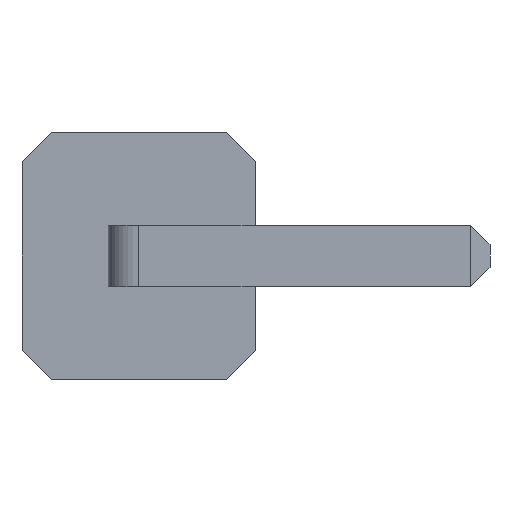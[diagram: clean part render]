
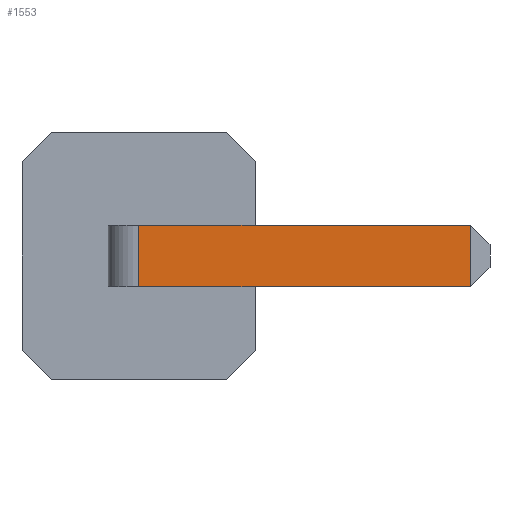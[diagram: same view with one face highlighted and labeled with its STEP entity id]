
A CAD part, left-side view. The second image highlights one B-rep face of the part: STEP entity #1553.
In plain terms, the highlighted planar face has unit normal (-1, 0, 0).
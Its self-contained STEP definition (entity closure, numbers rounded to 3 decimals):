
#356 = PLANE('',#357);
#357 = AXIS2_PLACEMENT_3D('',#358,#359,#360);
#358 = CARTESIAN_POINT('',(9.7,0.315,0.315));
#359 = DIRECTION('',(0.,0.,-1.));
#360 = DIRECTION('',(-1.,0.,0.));
#408 = PLANE('',#409);
#409 = AXIS2_PLACEMENT_3D('',#410,#411,#412);
#410 = CARTESIAN_POINT('',(9.7,0.315,-0.315));
#411 = DIRECTION('',(0.,0.,-1.));
#412 = DIRECTION('',(-1.,0.,0.));
#993 = VERTEX_POINT('',#994);
#994 = CARTESIAN_POINT('',(-0.315,-3.41,0.315));
#1020 = EDGE_CURVE('',#1021,#993,#1023,.T.);
#1021 = VERTEX_POINT('',#1022);
#1022 = CARTESIAN_POINT('',(-0.315,0.,0.315));
#1023 = SURFACE_CURVE('',#1024,(#1028,#1035),.PCURVE_S1.);
#1024 = LINE('',#1025,#1026);
#1025 = CARTESIAN_POINT('',(-0.315,0.,0.315));
#1026 = VECTOR('',#1027,1.);
#1027 = DIRECTION('',(0.,-1.,0.));
#1028 = PCURVE('',#356,#1029);
#1029 = DEFINITIONAL_REPRESENTATION('',(#1030),#1034);
#1030 = LINE('',#1031,#1032);
#1031 = CARTESIAN_POINT('',(10.015,-0.315));
#1032 = VECTOR('',#1033,1.);
#1033 = DIRECTION('',(0.,-1.));
#1034 = ( GEOMETRIC_REPRESENTATION_CONTEXT(2) 
PARAMETRIC_REPRESENTATION_CONTEXT() REPRESENTATION_CONTEXT('2D SPACE',''
  ) );
#1035 = PCURVE('',#1036,#1041);
#1036 = PLANE('',#1037);
#1037 = AXIS2_PLACEMENT_3D('',#1038,#1039,#1040);
#1038 = CARTESIAN_POINT('',(-0.315,0.,-0.315));
#1039 = DIRECTION('',(1.,0.,0.));
#1040 = DIRECTION('',(0.,-1.,0.));
#1041 = DEFINITIONAL_REPRESENTATION('',(#1042),#1046);
#1042 = LINE('',#1043,#1044);
#1043 = CARTESIAN_POINT('',(0.,-0.63));
#1044 = VECTOR('',#1045,1.);
#1045 = DIRECTION('',(1.,0.));
#1046 = ( GEOMETRIC_REPRESENTATION_CONTEXT(2) 
PARAMETRIC_REPRESENTATION_CONTEXT() REPRESENTATION_CONTEXT('2D SPACE',''
  ) );
#1067 = CYLINDRICAL_SURFACE('',#1068,0.315);
#1068 = AXIS2_PLACEMENT_3D('',#1069,#1070,#1071);
#1069 = CARTESIAN_POINT('',(0.,0.,-0.315));
#1070 = DIRECTION('',(-0.,-0.,-1.));
#1071 = DIRECTION('',(1.,0.,0.));
#1208 = VERTEX_POINT('',#1209);
#1209 = CARTESIAN_POINT('',(-0.315,-3.41,-0.315));
#1235 = EDGE_CURVE('',#1236,#1208,#1238,.T.);
#1236 = VERTEX_POINT('',#1237);
#1237 = CARTESIAN_POINT('',(-0.315,0.,-0.315));
#1238 = SURFACE_CURVE('',#1239,(#1243,#1250),.PCURVE_S1.);
#1239 = LINE('',#1240,#1241);
#1240 = CARTESIAN_POINT('',(-0.315,0.,-0.315));
#1241 = VECTOR('',#1242,1.);
#1242 = DIRECTION('',(0.,-1.,0.));
#1243 = PCURVE('',#408,#1244);
#1244 = DEFINITIONAL_REPRESENTATION('',(#1245),#1249);
#1245 = LINE('',#1246,#1247);
#1246 = CARTESIAN_POINT('',(10.015,-0.315));
#1247 = VECTOR('',#1248,1.);
#1248 = DIRECTION('',(0.,-1.));
#1249 = ( GEOMETRIC_REPRESENTATION_CONTEXT(2) 
PARAMETRIC_REPRESENTATION_CONTEXT() REPRESENTATION_CONTEXT('2D SPACE',''
  ) );
#1250 = PCURVE('',#1036,#1251);
#1251 = DEFINITIONAL_REPRESENTATION('',(#1252),#1256);
#1252 = LINE('',#1253,#1254);
#1253 = CARTESIAN_POINT('',(0.,0.));
#1254 = VECTOR('',#1255,1.);
#1255 = DIRECTION('',(1.,0.));
#1256 = ( GEOMETRIC_REPRESENTATION_CONTEXT(2) 
PARAMETRIC_REPRESENTATION_CONTEXT() REPRESENTATION_CONTEXT('2D SPACE',''
  ) );
#1532 = EDGE_CURVE('',#1236,#1021,#1533,.T.);
#1533 = SURFACE_CURVE('',#1534,(#1538,#1545),.PCURVE_S1.);
#1534 = LINE('',#1535,#1536);
#1535 = CARTESIAN_POINT('',(-0.315,0.,-0.315));
#1536 = VECTOR('',#1537,1.);
#1537 = DIRECTION('',(0.,0.,1.));
#1538 = PCURVE('',#1067,#1539);
#1539 = DEFINITIONAL_REPRESENTATION('',(#1540),#1544);
#1540 = LINE('',#1541,#1542);
#1541 = CARTESIAN_POINT('',(-3.142,0.));
#1542 = VECTOR('',#1543,1.);
#1543 = DIRECTION('',(-0.,-1.));
#1544 = ( GEOMETRIC_REPRESENTATION_CONTEXT(2) 
PARAMETRIC_REPRESENTATION_CONTEXT() REPRESENTATION_CONTEXT('2D SPACE',''
  ) );
#1545 = PCURVE('',#1036,#1546);
#1546 = DEFINITIONAL_REPRESENTATION('',(#1547),#1551);
#1547 = LINE('',#1548,#1549);
#1548 = CARTESIAN_POINT('',(0.,0.));
#1549 = VECTOR('',#1550,1.);
#1550 = DIRECTION('',(0.,-1.));
#1551 = ( GEOMETRIC_REPRESENTATION_CONTEXT(2) 
PARAMETRIC_REPRESENTATION_CONTEXT() REPRESENTATION_CONTEXT('2D SPACE',''
  ) );
#1553 = ADVANCED_FACE('',(#1554),#1036,.F.);
#1554 = FACE_BOUND('',#1555,.F.);
#1555 = EDGE_LOOP('',(#1556,#1557,#1558,#1559));
#1556 = ORIENTED_EDGE('',*,*,#1235,.F.);
#1557 = ORIENTED_EDGE('',*,*,#1532,.T.);
#1558 = ORIENTED_EDGE('',*,*,#1020,.T.);
#1559 = ORIENTED_EDGE('',*,*,#1560,.F.);
#1560 = EDGE_CURVE('',#1208,#993,#1561,.T.);
#1561 = SURFACE_CURVE('',#1562,(#1566,#1573),.PCURVE_S1.);
#1562 = LINE('',#1563,#1564);
#1563 = CARTESIAN_POINT('',(-0.315,-3.41,-0.315));
#1564 = VECTOR('',#1565,1.);
#1565 = DIRECTION('',(0.,0.,1.));
#1566 = PCURVE('',#1036,#1567);
#1567 = DEFINITIONAL_REPRESENTATION('',(#1568),#1572);
#1568 = LINE('',#1569,#1570);
#1569 = CARTESIAN_POINT('',(3.41,0.));
#1570 = VECTOR('',#1571,1.);
#1571 = DIRECTION('',(0.,-1.));
#1572 = ( GEOMETRIC_REPRESENTATION_CONTEXT(2) 
PARAMETRIC_REPRESENTATION_CONTEXT() REPRESENTATION_CONTEXT('2D SPACE',''
  ) );
#1573 = PCURVE('',#1574,#1579);
#1574 = PLANE('',#1575);
#1575 = AXIS2_PLACEMENT_3D('',#1576,#1577,#1578);
#1576 = CARTESIAN_POINT('',(-0.215,-3.51,-0.315));
#1577 = DIRECTION('',(-0.707,-0.707,0.
    ));
#1578 = DIRECTION('',(0.,0.,-1.));
#1579 = DEFINITIONAL_REPRESENTATION('',(#1580),#1584);
#1580 = LINE('',#1581,#1582);
#1581 = CARTESIAN_POINT('',(-0.,-0.141));
#1582 = VECTOR('',#1583,1.);
#1583 = DIRECTION('',(-1.,0.));
#1584 = ( GEOMETRIC_REPRESENTATION_CONTEXT(2) 
PARAMETRIC_REPRESENTATION_CONTEXT() REPRESENTATION_CONTEXT('2D SPACE',''
  ) );
